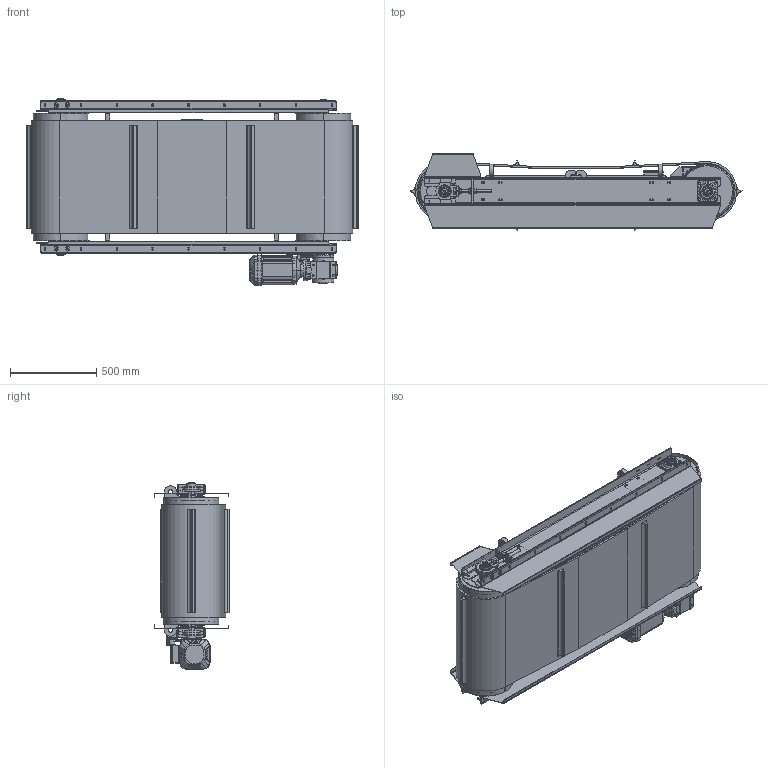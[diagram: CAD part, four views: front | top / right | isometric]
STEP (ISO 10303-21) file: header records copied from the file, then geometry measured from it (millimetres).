
FILE_DESCRIPTION(/* description */ ('VariCAD 2010-3.01 AP-214'),/* implementation_level */ '2;1');
FILE_NAME(/* name */ 'rofc080330_b',/* time_stamp */ '2016-09-14T06:04:18+02:00',/* author */ (''),/* organization */ (''),/* preprocessor_version */ 'ST-DEVELOPER v12',/* originating_system */ 'VariCAD 2010-3.01; kernel version (20100102)',/* authorisation */ '');
FILE_SCHEMA (('AUTOMOTIVE_DESIGN'));
Length unit declared in the file: millimetre
Products named in the file (1): Part
Bounding box: 1921.42 x 438.67 x 1084.28 mm (x, y, z)
Volume: 233428037.5 mm3; surface area: 18690014.5 mm2
Topology: 76 solids, 76 shells, 3082 faces, 7784 edges, 5015 vertices
Faces by surface type: plane 1583, cylinder 1173, cone 240, bspline 48, torus 34, sphere 4
Entity records: 97301 total; most frequent: CARTESIAN_POINT 20212, DIRECTION 16225, ORIENTED_EDGE 15498, EDGE_CURVE 7749, AXIS2_PLACEMENT_3D 5667, VERTEX_POINT 5015, LINE 4891, VECTOR 4891
